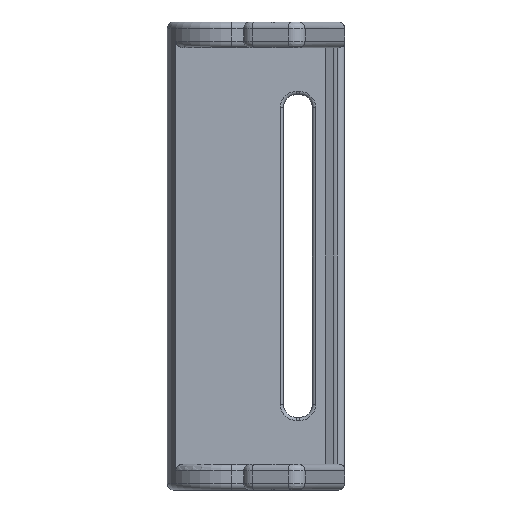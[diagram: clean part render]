
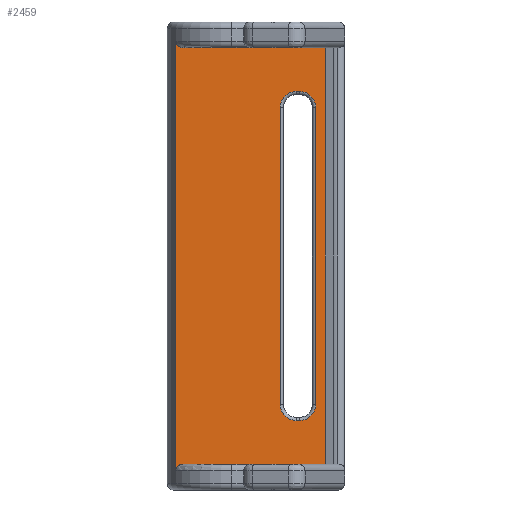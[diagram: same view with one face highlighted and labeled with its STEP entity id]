
A CAD part, left-side view. The second image highlights one B-rep face of the part: STEP entity #2459.
In plain terms, the highlighted planar face has unit normal (-1, 0, 0).
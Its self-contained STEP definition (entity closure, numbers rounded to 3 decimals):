
#41=FACE_BOUND('',#319,.T.);
#62=B_SPLINE_CURVE_WITH_KNOTS('',3,(#3881,#3882,#3883,#3884,#3885,#3886,
#3887,#3888,#3889,#3890),.UNSPECIFIED.,.F.,.F.,(4,2,2,2,4),(0.,0.07,
0.146,0.23,0.323),.UNSPECIFIED.);
#63=B_SPLINE_CURVE_WITH_KNOTS('',3,(#3897,#3898,#3899,#3900,#3901,#3902,
#3903,#3904,#3905,#3906),.UNSPECIFIED.,.F.,.F.,(4,2,2,2,4),(0.987,
1.08,1.164,1.24,1.31),
 .UNSPECIFIED.);
#88=PLANE('',#2654);
#164=FACE_OUTER_BOUND('',#318,.T.);
#318=EDGE_LOOP('',(#1652,#1653,#1654,#1655,#1656,#1657));
#319=EDGE_LOOP('',(#1658,#1659,#1660,#1661,#1662,#1663,#1664,#1665));
#482=LINE('',#3818,#645);
#483=LINE('',#3829,#646);
#485=LINE('',#3841,#648);
#487=LINE('',#3853,#650);
#496=LINE('',#3879,#659);
#497=LINE('',#3892,#660);
#498=LINE('',#3894,#661);
#499=LINE('',#3896,#662);
#645=VECTOR('',#2973,10.);
#646=VECTOR('',#2986,10.);
#648=VECTOR('',#3000,10.);
#650=VECTOR('',#3014,10.);
#659=VECTOR('',#3043,10.);
#660=VECTOR('',#3044,10.);
#661=VECTOR('',#3045,10.);
#662=VECTOR('',#3046,10.);
#810=CIRCLE('',#2629,5.);
#814=CIRCLE('',#2635,5.);
#818=CIRCLE('',#2641,5.);
#822=CIRCLE('',#2647,5.);
#991=VERTEX_POINT('',#3811);
#994=VERTEX_POINT('',#3816);
#996=VERTEX_POINT('',#3821);
#998=VERTEX_POINT('',#3827);
#1000=VERTEX_POINT('',#3833);
#1002=VERTEX_POINT('',#3839);
#1004=VERTEX_POINT('',#3845);
#1006=VERTEX_POINT('',#3851);
#1012=VERTEX_POINT('',#3877);
#1013=VERTEX_POINT('',#3878);
#1014=VERTEX_POINT('',#3880);
#1015=VERTEX_POINT('',#3891);
#1016=VERTEX_POINT('',#3893);
#1017=VERTEX_POINT('',#3895);
#1223=EDGE_CURVE('',#994,#991,#482,.T.);
#1225=EDGE_CURVE('',#996,#994,#810,.T.);
#1228=EDGE_CURVE('',#998,#996,#483,.T.);
#1231=EDGE_CURVE('',#1000,#998,#814,.T.);
#1234=EDGE_CURVE('',#1002,#1000,#485,.T.);
#1237=EDGE_CURVE('',#1004,#1002,#818,.T.);
#1240=EDGE_CURVE('',#1006,#1004,#487,.T.);
#1243=EDGE_CURVE('',#991,#1006,#822,.T.);
#1253=EDGE_CURVE('',#1012,#1013,#496,.T.);
#1254=EDGE_CURVE('',#1014,#1012,#62,.F.);
#1255=EDGE_CURVE('',#1014,#1015,#497,.T.);
#1256=EDGE_CURVE('',#1016,#1015,#498,.T.);
#1257=EDGE_CURVE('',#1016,#1017,#499,.T.);
#1258=EDGE_CURVE('',#1013,#1017,#63,.F.);
#1652=ORIENTED_EDGE('',*,*,#1253,.F.);
#1653=ORIENTED_EDGE('',*,*,#1254,.F.);
#1654=ORIENTED_EDGE('',*,*,#1255,.T.);
#1655=ORIENTED_EDGE('',*,*,#1256,.F.);
#1656=ORIENTED_EDGE('',*,*,#1257,.T.);
#1657=ORIENTED_EDGE('',*,*,#1258,.F.);
#1658=ORIENTED_EDGE('',*,*,#1223,.F.);
#1659=ORIENTED_EDGE('',*,*,#1225,.F.);
#1660=ORIENTED_EDGE('',*,*,#1228,.F.);
#1661=ORIENTED_EDGE('',*,*,#1231,.F.);
#1662=ORIENTED_EDGE('',*,*,#1234,.F.);
#1663=ORIENTED_EDGE('',*,*,#1237,.F.);
#1664=ORIENTED_EDGE('',*,*,#1240,.F.);
#1665=ORIENTED_EDGE('',*,*,#1243,.F.);
#2459=ADVANCED_FACE('',(#164,#41),#88,.T.);
#2629=AXIS2_PLACEMENT_3D('',#3823,#2978,#2979);
#2635=AXIS2_PLACEMENT_3D('',#3835,#2992,#2993);
#2641=AXIS2_PLACEMENT_3D('',#3847,#3006,#3007);
#2647=AXIS2_PLACEMENT_3D('',#3857,#3020,#3021);
#2654=AXIS2_PLACEMENT_3D('',#3876,#3041,#3042);
#2973=DIRECTION('',(0.,0.,1.));
#2978=DIRECTION('center_axis',(-1.,0.,0.));
#2979=DIRECTION('ref_axis',(0.,-0.707,-0.707));
#2986=DIRECTION('',(0.,-1.,0.));
#2992=DIRECTION('center_axis',(-1.,0.,0.));
#2993=DIRECTION('ref_axis',(0.,0.707,-0.707));
#3000=DIRECTION('',(0.,0.,-1.));
#3006=DIRECTION('center_axis',(-1.,0.,0.));
#3007=DIRECTION('ref_axis',(0.,0.707,0.707));
#3014=DIRECTION('',(0.,1.,0.));
#3020=DIRECTION('center_axis',(-1.,0.,0.));
#3021=DIRECTION('ref_axis',(0.,-0.707,0.707));
#3041=DIRECTION('center_axis',(-1.,0.,0.));
#3042=DIRECTION('ref_axis',(0.,1.,0.));
#3043=DIRECTION('',(0.,0.,1.));
#3044=DIRECTION('',(0.,-1.,0.));
#3045=DIRECTION('',(0.,0.,-1.));
#3046=DIRECTION('',(0.,1.,0.));
#3811=CARTESIAN_POINT('',(-65.745,-34.,46.));
#3816=CARTESIAN_POINT('',(-65.745,-34.,-46.));
#3818=CARTESIAN_POINT('',(-65.745,-34.,61.25));
#3821=CARTESIAN_POINT('',(-65.745,-29.,-51.));
#3823=CARTESIAN_POINT('Origin',(-65.745,-29.,-46.));
#3827=CARTESIAN_POINT('',(-65.745,-28.,-51.));
#3829=CARTESIAN_POINT('',(-65.745,-35.,-51.));
#3833=CARTESIAN_POINT('',(-65.745,-23.,-46.));
#3835=CARTESIAN_POINT('Origin',(-65.745,-28.,-46.));
#3839=CARTESIAN_POINT('',(-65.745,-23.,46.));
#3841=CARTESIAN_POINT('',(-65.745,-23.,11.25));
#3845=CARTESIAN_POINT('',(-65.745,-28.,51.));
#3847=CARTESIAN_POINT('Origin',(-65.745,-28.,46.));
#3851=CARTESIAN_POINT('',(-65.745,-29.,51.));
#3853=CARTESIAN_POINT('',(-65.745,-30.5,51.));
#3857=CARTESIAN_POINT('Origin',(-65.745,-29.,46.));
#3876=CARTESIAN_POINT('Origin',(-65.745,-37.,72.5));
#3877=CARTESIAN_POINT('',(-65.745,9.321,-66.5));
#3878=CARTESIAN_POINT('',(-65.745,9.321,66.5));
#3879=CARTESIAN_POINT('',(-65.745,9.321,32.25));
#3880=CARTESIAN_POINT('',(-65.745,6.967,-64.5));
#3881=CARTESIAN_POINT('Ctrl Pts',(-65.745,9.321,-66.5));
#3882=CARTESIAN_POINT('Ctrl Pts',(-65.745,9.321,-66.265));
#3883=CARTESIAN_POINT('Ctrl Pts',(-65.745,9.26,-65.99));
#3884=CARTESIAN_POINT('Ctrl Pts',(-65.745,9.06,-65.546));
#3885=CARTESIAN_POINT('Ctrl Pts',(-65.745,8.879,-65.302));
#3886=CARTESIAN_POINT('Ctrl Pts',(-65.745,8.486,-64.943));
#3887=CARTESIAN_POINT('Ctrl Pts',(-65.745,8.197,-64.772));
#3888=CARTESIAN_POINT('Ctrl Pts',(-65.745,7.645,-64.563));
#3889=CARTESIAN_POINT('Ctrl Pts',(-65.745,7.277,-64.5));
#3890=CARTESIAN_POINT('Ctrl Pts',(-65.745,6.967,-64.5));
#3891=CARTESIAN_POINT('',(-65.745,-37.,-64.5));
#3892=CARTESIAN_POINT('',(-65.745,-26.25,-64.5));
#3893=CARTESIAN_POINT('',(-65.745,-37.,64.5));
#3894=CARTESIAN_POINT('',(-65.745,-37.,72.5));
#3895=CARTESIAN_POINT('',(-65.745,6.967,64.5));
#3896=CARTESIAN_POINT('',(-65.745,-26.25,64.5));
#3897=CARTESIAN_POINT('Ctrl Pts',(-65.745,6.967,64.5));
#3898=CARTESIAN_POINT('Ctrl Pts',(-65.745,7.277,64.5));
#3899=CARTESIAN_POINT('Ctrl Pts',(-65.745,7.645,64.563));
#3900=CARTESIAN_POINT('Ctrl Pts',(-65.745,8.197,64.772));
#3901=CARTESIAN_POINT('Ctrl Pts',(-65.745,8.486,64.943));
#3902=CARTESIAN_POINT('Ctrl Pts',(-65.745,8.879,65.302));
#3903=CARTESIAN_POINT('Ctrl Pts',(-65.745,9.06,65.546));
#3904=CARTESIAN_POINT('Ctrl Pts',(-65.745,9.26,65.99));
#3905=CARTESIAN_POINT('Ctrl Pts',(-65.745,9.321,66.265));
#3906=CARTESIAN_POINT('Ctrl Pts',(-65.745,9.321,66.5));
